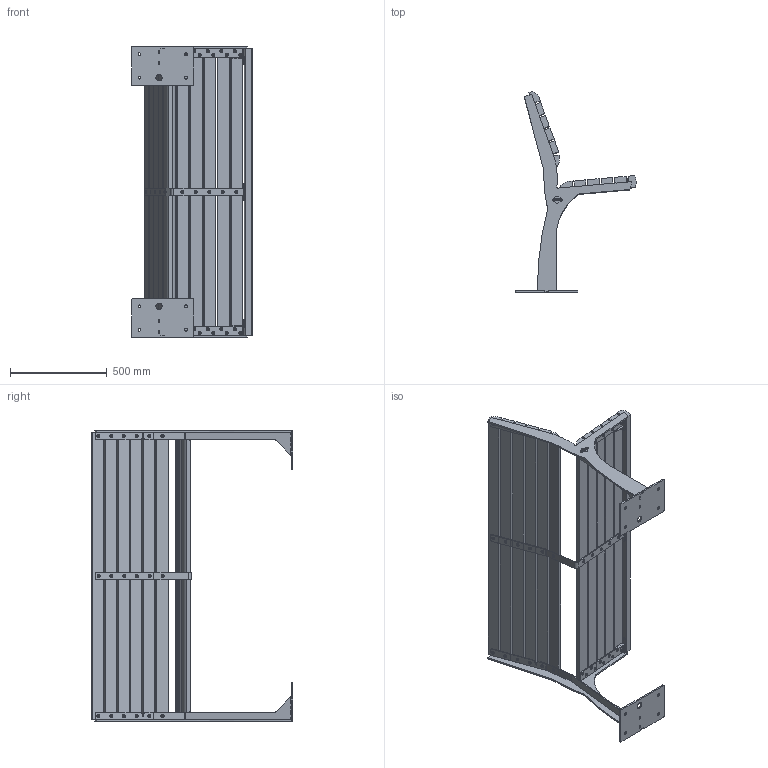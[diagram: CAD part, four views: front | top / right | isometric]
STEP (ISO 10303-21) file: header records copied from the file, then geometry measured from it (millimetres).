
FILE_DESCRIPTION (( 'STEP AP203' ), '1' );
FILE_NAME ('GRBE_1500SB.STEP', '2021-04-12T08:13:10', ( '' ), ( '' ), 'SwSTEP 2.0', 'SolidWorks 2020', '' );
FILE_SCHEMA (( 'CONFIG_CONTROL_DESIGN' ));
Length unit declared in the file: millimetre
Products named in the file (21): GRBE-2300 Leg R_GRBE Leg R; GRBE-2300 Seat Con L; GRBE Seat Reinf_M; FURNS Brandtag sticker; GRBE-2300 Seat Con; GRBE-2300 Leg L_GRBE Leg L; GRBE_Wood_1_1500_; GRBE-2300 Seat Reinf R; GRBE_Wood_3_1500_; GRBE Seat Reinf MEnd; GRBE-2300 Base R; GRBE-2300 Seat Con R; GRBE-2300 Seat Reinf; GRBE-2300 Ground plate; GRBE-2300 Leg Reinf L; GRBE-2300 Base L; GRBE-2300 Seat Reinf L; GRBE_Wood_2_1500_; GRBE-2300 Leg Reinf R; GRBE Base Reinf Middle; GRBE_1500SB
Assembly tree (32 placements, depth 3):
  GRBE_1500SB
    GRBE-2300 Base L
      GRBE-2300 Leg L_GRBE Leg L
      GRBE-2300 Leg Reinf L
      GRBE-2300 Ground plate
      GRBE-2300 Seat Reinf
      GRBE-2300 Seat Reinf L
      GRBE-2300 Seat Con
      GRBE-2300 Seat Con L
    GRBE-2300 Base R
      GRBE-2300 Ground plate
      GRBE-2300 Leg R_GRBE Leg R
      GRBE-2300 Leg Reinf R
      GRBE-2300 Seat Reinf
      GRBE-2300 Seat Reinf R
      GRBE-2300 Seat Con
      GRBE-2300 Seat Con R
    GRBE Base Reinf Middle
      GRBE Seat Reinf_M
      GRBE Seat Reinf MEnd
    GRBE_Wood_1_1500_  x3
    GRBE_Wood_2_1500_  x8
    GRBE_Wood_3_1500_
    FURNS Brandtag sticker
Bounding box: 621.86 x 1037.57 x 1500.15 mm (x, y, z)
Volume: 44518761.9 mm3; surface area: 4598803.9 mm2
Topology: 29 solids, 29 shells, 981 faces, 2555 edges, 1652 vertices
Faces by surface type: plane 565, cylinder 222, cone 106, bspline 88
Entity records: 28918 total; most frequent: CARTESIAN_POINT 5814, ORIENTED_EDGE 4370, DIRECTION 4019, EDGE_CURVE 2185, LINE 1555, VECTOR 1555, VERTEX_POINT 1412, AXIS2_PLACEMENT_3D 1232
